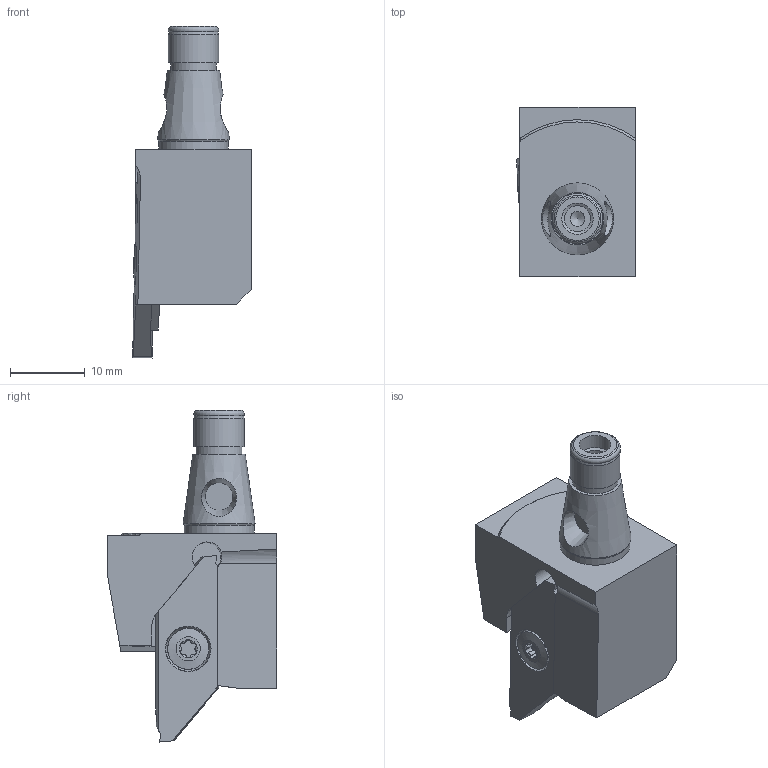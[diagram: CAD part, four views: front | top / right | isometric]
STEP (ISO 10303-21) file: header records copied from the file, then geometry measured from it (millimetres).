
FILE_DESCRIPTION(/* description */ (''),/* implementation_level */ '2;1');
FILE_NAME(/* name */ 'QC16-X2FR2503JETI_Basic.stp',/* time_stamp */ '2024-06-28T14:58:54+05:00',/* author */ (''),/* organization */ (''),/* preprocessor_version */ 'ST-DEVELOPER v16.7',/* originating_system */ 'SIEMENS PLM Software NX 12.0',/* authorisation */ '');
FILE_SCHEMA (('AUTOMOTIVE_DESIGN { 1 0 10303 214 3 1 1 1 }'));
Length unit declared in the file: millimetre
Products named in the file (4): CUT; NOCUT; ASSEMBLY_CONSTRUCTION; A2571543_02_stp_stp
Assembly tree (3 placements, depth 2):
  A2571543_02_stp_stp
    ASSEMBLY_CONSTRUCTION
    NOCUT
    CUT
Bounding box: 15.9 x 22.75 x 44.5 mm (x, y, z)
Volume: 7124.8 mm3; surface area: 3284.8 mm2
Topology: 2 solids, 2 shells, 106 faces, 268 edges, 181 vertices
Faces by surface type: plane 58, cone 19, cylinder 13, extrusion 13, torus 3
Full cylindrical faces by diameter (mm): 1.7 x1, 2 x1, 3.5 x1, 3.6 x1, 4 x1, 4.2 x1, 4.8 x1, 5.5 x1, 6.15 x1, 6.75 x1, 9.38 x1
Entity records: 3702 total; most frequent: CARTESIAN_POINT 1106, DIRECTION 500, ORIENTED_EDGE 468, EDGE_CURVE 234, AXIS2_PLACEMENT_3D 176, VERTEX_POINT 167, VECTOR 148, EDGE_LOOP 142
